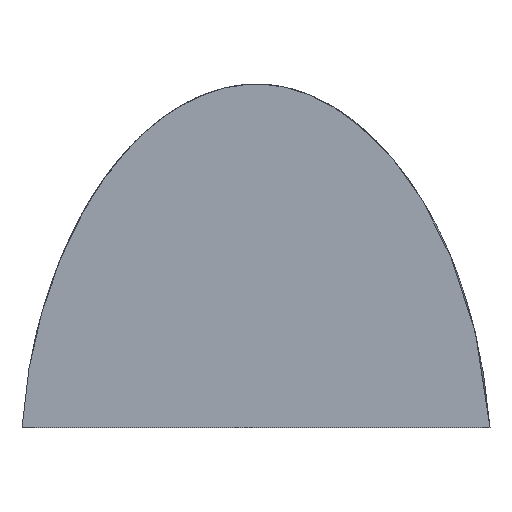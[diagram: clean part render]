
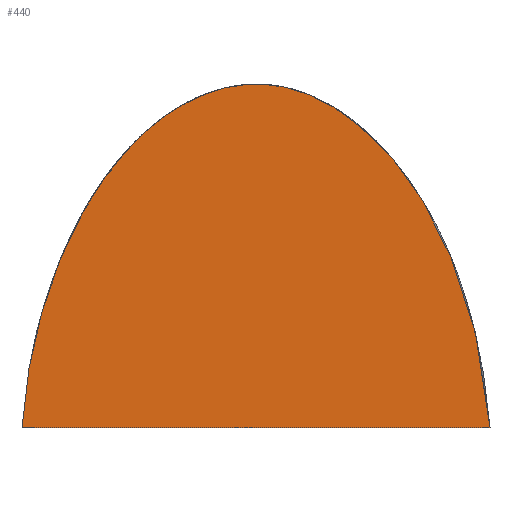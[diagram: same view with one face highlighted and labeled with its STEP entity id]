
A CAD part, front view. The second image highlights one B-rep face of the part: STEP entity #440.
In plain terms, the highlighted planar face has unit normal (0, -1, 0).
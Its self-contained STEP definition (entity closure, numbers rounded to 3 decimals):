
#36=PLANE('',#471);
#59=FACE_OUTER_BOUND('',#91,.T.);
#91=EDGE_LOOP('',(#389,#390));
#123=B_SPLINE_CURVE_WITH_KNOTS('',3,(#1114,#1115,#1116,#1117,#1118,#1119,
#1120,#1121,#1122,#1123,#1124,#1125,#1126,#1127,#1128,#1129,#1130,#1131,
#1132),.UNSPECIFIED.,.F.,.F.,(4,3,3,3,3,3,4),(-1.47,-0.943,
-0.362,0.186,0.726,1.335,
1.47),.UNSPECIFIED.);
#141=LINE('',#607,#159);
#159=VECTOR('',#484,10.);
#176=VERTEX_POINT('',#600);
#179=VERTEX_POINT('',#605);
#222=EDGE_CURVE('',#176,#179,#141,.T.);
#255=EDGE_CURVE('',#179,#176,#123,.T.);
#389=ORIENTED_EDGE('',*,*,#222,.T.);
#390=ORIENTED_EDGE('',*,*,#255,.T.);
#440=ADVANCED_FACE('',(#59),#36,.F.);
#471=AXIS2_PLACEMENT_3D('',#1462,#516,#517);
#484=DIRECTION('',(1.,0.,0.));
#516=DIRECTION('center_axis',(0.,1.,0.));
#517=DIRECTION('ref_axis',(1.,0.,0.));
#600=CARTESIAN_POINT('',(-6.805,-2.25,1.207));
#605=CARTESIAN_POINT('',(6.804,-2.25,1.207));
#607=CARTESIAN_POINT('',(-6.805,-2.25,1.207));
#1114=CARTESIAN_POINT('Ctrl Pts',(6.804,-2.25,1.207));
#1115=CARTESIAN_POINT('Ctrl Pts',(6.653,-2.25,3.302));
#1116=CARTESIAN_POINT('Ctrl Pts',(6.126,-2.25,5.328));
#1117=CARTESIAN_POINT('Ctrl Pts',(5.321,-2.25,6.947));
#1118=CARTESIAN_POINT('Ctrl Pts',(4.436,-2.25,8.729));
#1119=CARTESIAN_POINT('Ctrl Pts',(3.243,-2.25,9.991));
#1120=CARTESIAN_POINT('Ctrl Pts',(2.094,-2.25,10.628));
#1121=CARTESIAN_POINT('Ctrl Pts',(1.009,-2.25,11.229));
#1122=CARTESIAN_POINT('Ctrl Pts',(-0.007,-2.25,11.345));
#1123=CARTESIAN_POINT('Ctrl Pts',(-1.063,-2.25,11.054));
#1124=CARTESIAN_POINT('Ctrl Pts',(-2.102,-2.25,10.767));
#1125=CARTESIAN_POINT('Ctrl Pts',(-3.228,-2.25,10.015));
#1126=CARTESIAN_POINT('Ctrl Pts',(-4.22,-2.25,8.727));
#1127=CARTESIAN_POINT('Ctrl Pts',(-5.34,-2.25,7.273));
#1128=CARTESIAN_POINT('Ctrl Pts',(-6.237,-2.25,5.153));
#1129=CARTESIAN_POINT('Ctrl Pts',(-6.624,-2.25,2.799));
#1130=CARTESIAN_POINT('Ctrl Pts',(-6.709,-2.25,2.277));
#1131=CARTESIAN_POINT('Ctrl Pts',(-6.77,-2.25,1.744));
#1132=CARTESIAN_POINT('Ctrl Pts',(-6.805,-2.25,1.207));
#1462=CARTESIAN_POINT('Origin',(-0.043,-2.25,0.072));
